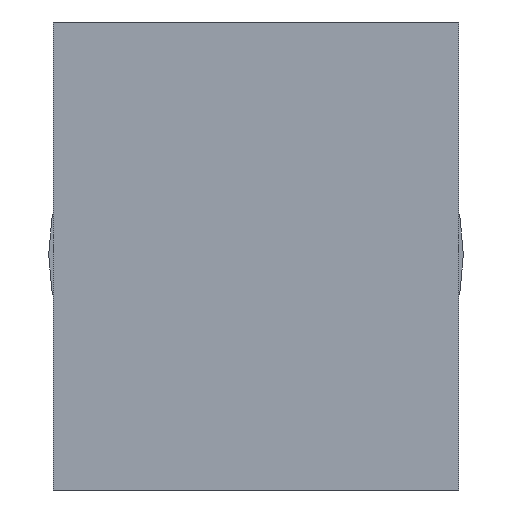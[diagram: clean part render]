
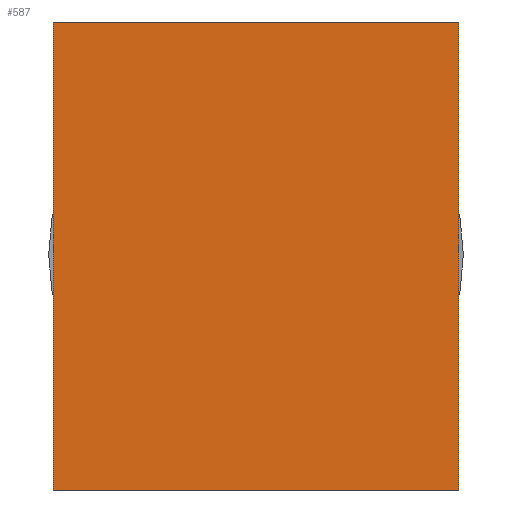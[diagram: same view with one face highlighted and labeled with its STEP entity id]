
A CAD part, front view. The second image highlights one B-rep face of the part: STEP entity #587.
In plain terms, the highlighted face is planar.
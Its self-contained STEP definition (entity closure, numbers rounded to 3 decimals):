
#97=FACE_OUTER_BOUND('',#137,.T.);
#137=EDGE_LOOP('',(#484,#485,#486,#487));
#174=LINE('',#920,#226);
#193=LINE('',#961,#245);
#200=LINE('',#976,#252);
#201=LINE('',#978,#253);
#226=VECTOR('',#727,10.);
#245=VECTOR('',#760,10.);
#252=VECTOR('',#777,10.);
#253=VECTOR('',#780,10.);
#276=VERTEX_POINT('',#917);
#277=VERTEX_POINT('',#919);
#291=VERTEX_POINT('',#958);
#292=VERTEX_POINT('',#960);
#330=EDGE_CURVE('',#277,#276,#174,.T.);
#351=EDGE_CURVE('',#292,#291,#193,.T.);
#359=EDGE_CURVE('',#276,#292,#200,.T.);
#360=EDGE_CURVE('',#291,#277,#201,.T.);
#484=ORIENTED_EDGE('',*,*,#330,.T.);
#485=ORIENTED_EDGE('',*,*,#359,.T.);
#486=ORIENTED_EDGE('',*,*,#351,.T.);
#487=ORIENTED_EDGE('',*,*,#360,.T.);
#561=PLANE('',#655);
#587=ADVANCED_FACE('',(#97),#561,.T.);
#655=AXIS2_PLACEMENT_3D('',#984,#789,#790);
#727=DIRECTION('',(1.,0.,0.));
#760=DIRECTION('',(-1.,0.,0.));
#777=DIRECTION('',(0.,0.,-1.));
#780=DIRECTION('',(0.,0.,1.));
#789=DIRECTION('center_axis',(0.,1.,0.));
#790=DIRECTION('ref_axis',(0.,0.,1.));
#917=CARTESIAN_POINT('',(117.4,6.35,101.6));
#919=CARTESIAN_POINT('',(0.,6.35,101.6));
#920=CARTESIAN_POINT('',(117.4,6.35,101.6));
#958=CARTESIAN_POINT('',(0.,6.35,0.));
#960=CARTESIAN_POINT('',(117.4,6.35,0.));
#961=CARTESIAN_POINT('',(0.,6.35,0.));
#976=CARTESIAN_POINT('',(117.4,6.35,0.));
#978=CARTESIAN_POINT('',(0.,6.35,101.6));
#984=CARTESIAN_POINT('Origin',(58.7,6.35,50.8));
